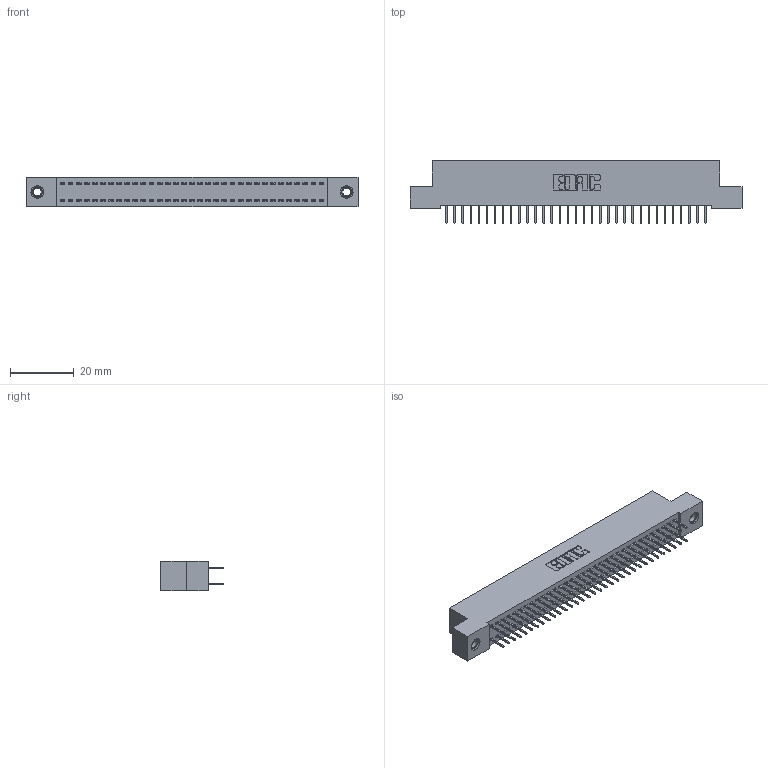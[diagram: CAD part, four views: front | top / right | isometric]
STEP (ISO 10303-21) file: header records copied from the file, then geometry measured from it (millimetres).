
FILE_DESCRIPTION (( 'STEP AP203' ), '1' );
FILE_NAME ('342-066-524-207.STEP', '2018-08-13T07:58:20', ( '' ), ( '' ), 'SwSTEP 2.0', 'SolidWorks 2016', '' );
FILE_SCHEMA (( 'CONFIG_CONTROL_DESIGN' ));
Length unit declared in the file: inch
Products named in the file (4): 342 Part_TI; 345-292-001_345-293-124; 345-250-001_345-250-005-103; 342-066-524-207
Assembly tree (69 placements, depth 2):
  342-066-524-207
    342 Part_TI
    345-292-001_345-293-124  x66
    345-250-001_345-250-005-103  x2
Bounding box: 104.14 x 19.69 x 9.4 mm (x, y, z)
Volume: 9201.8 mm3; surface area: 14522.4 mm2
Topology: 69 solids, 69 shells, 3866 faces, 10929 edges, 7014 vertices
Faces by surface type: plane 2870, cylinder 980, cone 12, torus 4
Entity records: 23522 total; most frequent: CARTESIAN_POINT 3889, ORIENTED_EDGE 3818, DIRECTION 3371, EDGE_CURVE 1909, VECTOR 1765, LINE 1765, VERTEX_POINT 1264, AXIS2_PLACEMENT_3D 803
